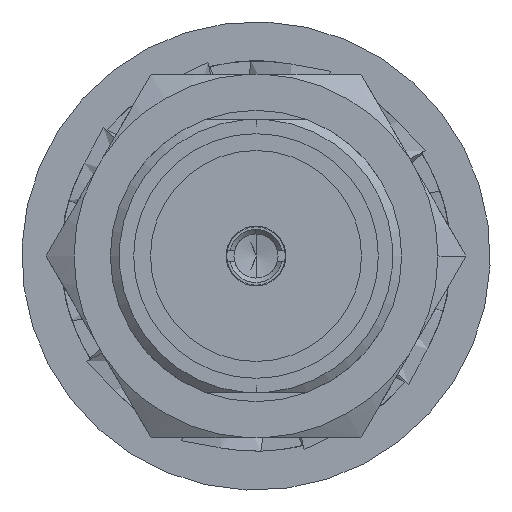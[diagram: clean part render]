
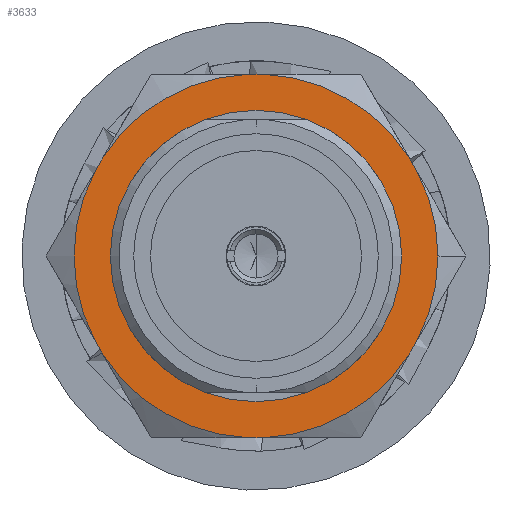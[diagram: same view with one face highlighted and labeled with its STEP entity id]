
A CAD part, left-side view. The second image highlights one B-rep face of the part: STEP entity #3633.
In plain terms, the highlighted planar face has unit normal (-1, 0, 0).
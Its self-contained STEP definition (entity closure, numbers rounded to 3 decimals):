
#44 = ORIENTED_EDGE ( 'NONE', *, *, #6734, .F. ) ;
#289 = CARTESIAN_POINT ( 'NONE',  ( 4.508, -3.355, 2.115 ) ) ;
#301 = CARTESIAN_POINT ( 'NONE',  ( 4.508, -3.966, 0. ) ) ;
#391 = ORIENTED_EDGE ( 'NONE', *, *, #1208, .T. ) ;
#466 = CARTESIAN_POINT ( 'NONE',  ( 4.508, 0., 0. ) ) ;
#813 = DIRECTION ( 'NONE',  ( 0., 1., 0. ) ) ;
#919 = DIRECTION ( 'NONE',  ( 0., 1., 0. ) ) ;
#967 = LINE ( 'NONE', #6273, #6704 ) ;
#969 = VERTEX_POINT ( 'NONE', #301 ) ;
#1027 = CARTESIAN_POINT ( 'NONE',  ( 4.508, 3.355, 2.115 ) ) ;
#1110 = DIRECTION ( 'NONE',  ( 0., 0.5, 0.866 ) ) ;
#1208 = EDGE_CURVE ( 'NONE', #4794, #2134, #9236, .T. ) ;
#1223 = DIRECTION ( 'NONE',  ( 0., 1., 0. ) ) ;
#1320 = EDGE_CURVE ( 'NONE', #7123, #1924, #1713, .T. ) ;
#1364 = CIRCLE ( 'NONE', #6713, 3.966 ) ;
#1379 = EDGE_CURVE ( 'NONE', #4180, #969, #5051, .T. ) ;
#1569 = CARTESIAN_POINT ( 'NONE',  ( 4.508, 3.509, 1.848 ) ) ;
#1579 = CARTESIAN_POINT ( 'NONE',  ( 4.508, -2.288, -3.963 ) ) ;
#1585 = AXIS2_PLACEMENT_3D ( 'NONE', #2321, #8225, #919 ) ;
#1687 = EDGE_CURVE ( 'NONE', #2134, #3887, #6436, .T. ) ;
#1713 = CIRCLE ( 'NONE', #6566, 3.966 ) ;
#1735 = VERTEX_POINT ( 'NONE', #6564 ) ;
#1924 = VERTEX_POINT ( 'NONE', #3921 ) ;
#1990 = DIRECTION ( 'NONE',  ( 0., 1., 0. ) ) ;
#2128 = DIRECTION ( 'NONE',  ( -1., 0., 0. ) ) ;
#2134 = VERTEX_POINT ( 'NONE', #3621 ) ;
#2204 = CARTESIAN_POINT ( 'NONE',  ( 4.508, 2.288, 3.963 ) ) ;
#2205 = CARTESIAN_POINT ( 'NONE',  ( 4.508, 0.154, -3.963 ) ) ;
#2222 = DIRECTION ( 'NONE',  ( -1., 0., 0. ) ) ;
#2238 = ORIENTED_EDGE ( 'NONE', *, *, #5050, .T. ) ;
#2311 = CARTESIAN_POINT ( 'NONE',  ( 4.508, 0., 0. ) ) ;
#2321 = CARTESIAN_POINT ( 'NONE',  ( 4.508, 0., 0. ) ) ;
#2366 = CARTESIAN_POINT ( 'NONE',  ( 4.508, 0., 0. ) ) ;
#2409 = CARTESIAN_POINT ( 'NONE',  ( 4.508, 0., 0. ) ) ;
#2540 = LINE ( 'NONE', #3986, #3920 ) ;
#2739 = VECTOR ( 'NONE', #5152, 1000. ) ;
#2817 = DIRECTION ( 'NONE',  ( 0., -0.5, -0.866 ) ) ;
#2915 = CIRCLE ( 'NONE', #8907, 3.175 ) ;
#2993 = CARTESIAN_POINT ( 'NONE',  ( 4.508, 0., 0. ) ) ;
#3013 = FACE_OUTER_BOUND ( 'NONE', #7134, .T. ) ;
#3084 = DIRECTION ( 'NONE',  ( -1., 0., 0. ) ) ;
#3117 = AXIS2_PLACEMENT_3D ( 'NONE', #2366, #4602, #5414 ) ;
#3211 = EDGE_CURVE ( 'NONE', #969, #7080, #7268, .T. ) ;
#3430 = ORIENTED_EDGE ( 'NONE', *, *, #1687, .T. ) ;
#3490 = DIRECTION ( 'NONE',  ( -1., 0., 0. ) ) ;
#3621 = CARTESIAN_POINT ( 'NONE',  ( 4.508, 3.355, -2.115 ) ) ;
#3633 = ADVANCED_FACE ( 'NONE', ( #9140, #3013 ), #8870, .T. ) ;
#3836 = CARTESIAN_POINT ( 'NONE',  ( 4.508, -3.509, 1.848 ) ) ;
#3887 = VERTEX_POINT ( 'NONE', #2205 ) ;
#3920 = VECTOR ( 'NONE', #9165, 1000. ) ;
#3921 = CARTESIAN_POINT ( 'NONE',  ( 4.508, -0.154, 3.963 ) ) ;
#3929 = AXIS2_PLACEMENT_3D ( 'NONE', #5949, #3084, #4532 ) ;
#3954 = EDGE_CURVE ( 'NONE', #1735, #4180, #7740, .T. ) ;
#3986 = CARTESIAN_POINT ( 'NONE',  ( 4.508, 2.288, -3.963 ) ) ;
#4059 = DIRECTION ( 'NONE',  ( 0., 1., 0. ) ) ;
#4078 = EDGE_CURVE ( 'NONE', #3887, #7703, #2540, .T. ) ;
#4180 = VERTEX_POINT ( 'NONE', #9319 ) ;
#4270 = CIRCLE ( 'NONE', #3929, 3.175 ) ;
#4405 = VERTEX_POINT ( 'NONE', #1569 ) ;
#4469 = ORIENTED_EDGE ( 'NONE', *, *, #3211, .T. ) ;
#4532 = DIRECTION ( 'NONE',  ( 0., 1., 0. ) ) ;
#4557 = CARTESIAN_POINT ( 'NONE',  ( 4.508, 0., 0. ) ) ;
#4562 = ORIENTED_EDGE ( 'NONE', *, *, #4078, .T. ) ;
#4566 = EDGE_CURVE ( 'NONE', #4405, #4794, #8275, .T. ) ;
#4602 = DIRECTION ( 'NONE',  ( -1., 0., 0. ) ) ;
#4794 = VERTEX_POINT ( 'NONE', #6797 ) ;
#4842 = VECTOR ( 'NONE', #1110, 1000. ) ;
#4941 = CARTESIAN_POINT ( 'NONE',  ( 4.508, -3.175, 0. ) ) ;
#5050 = EDGE_CURVE ( 'NONE', #6379, #4405, #8640, .T. ) ;
#5051 = CIRCLE ( 'NONE', #3117, 3.966 ) ;
#5152 = DIRECTION ( 'NONE',  ( 0., 0.5, -0.866 ) ) ;
#5174 = DIRECTION ( 'NONE',  ( 0., 1., 0. ) ) ;
#5191 = EDGE_CURVE ( 'NONE', #8422, #6379, #8400, .T. ) ;
#5197 = EDGE_CURVE ( 'NONE', #7703, #1735, #1364, .T. ) ;
#5373 = ORIENTED_EDGE ( 'NONE', *, *, #7454, .T. ) ;
#5389 = ORIENTED_EDGE ( 'NONE', *, *, #8809, .F. ) ;
#5390 = ORIENTED_EDGE ( 'NONE', *, *, #5197, .T. ) ;
#5414 = DIRECTION ( 'NONE',  ( 0., 1., 0. ) ) ;
#5504 = CARTESIAN_POINT ( 'NONE',  ( 4.508, -4.576, 0. ) ) ;
#5512 = VERTEX_POINT ( 'NONE', #9253 ) ;
#5710 = ORIENTED_EDGE ( 'NONE', *, *, #1379, .T. ) ;
#5745 = CARTESIAN_POINT ( 'NONE',  ( 4.508, 4.576, 0. ) ) ;
#5949 = CARTESIAN_POINT ( 'NONE',  ( 4.508, 0., 0. ) ) ;
#6072 = VERTEX_POINT ( 'NONE', #4941 ) ;
#6273 = CARTESIAN_POINT ( 'NONE',  ( 4.508, -2.288, 3.963 ) ) ;
#6379 = VERTEX_POINT ( 'NONE', #1027 ) ;
#6436 = CIRCLE ( 'NONE', #8561, 3.966 ) ;
#6464 = LINE ( 'NONE', #5504, #4842 ) ;
#6564 = CARTESIAN_POINT ( 'NONE',  ( 4.508, -3.355, -2.115 ) ) ;
#6566 = AXIS2_PLACEMENT_3D ( 'NONE', #2311, #7475, #7381 ) ;
#6573 = VECTOR ( 'NONE', #7470, 1000. ) ;
#6704 = VECTOR ( 'NONE', #4059, 1000. ) ;
#6713 = AXIS2_PLACEMENT_3D ( 'NONE', #2409, #8344, #9250 ) ;
#6734 = EDGE_CURVE ( 'NONE', #5512, #6072, #2915, .T. ) ;
#6797 = CARTESIAN_POINT ( 'NONE',  ( 4.508, 3.509, -1.848 ) ) ;
#6881 = DIRECTION ( 'NONE',  ( -1., 0., 0. ) ) ;
#7080 = VERTEX_POINT ( 'NONE', #3836 ) ;
#7123 = VERTEX_POINT ( 'NONE', #289 ) ;
#7134 = EDGE_LOOP ( 'NONE', ( #391, #3430, #4562, #5390, #8059, #5710, #4469, #7896, #8777, #5373, #7465, #2238, #7359 ) ) ;
#7268 = CIRCLE ( 'NONE', #8453, 3.966 ) ;
#7359 = ORIENTED_EDGE ( 'NONE', *, *, #4566, .T. ) ;
#7381 = DIRECTION ( 'NONE',  ( 0., 1., 0. ) ) ;
#7393 = CARTESIAN_POINT ( 'NONE',  ( 4.508, 0., 0. ) ) ;
#7454 = EDGE_CURVE ( 'NONE', #1924, #8422, #967, .T. ) ;
#7465 = ORIENTED_EDGE ( 'NONE', *, *, #5191, .T. ) ;
#7470 = DIRECTION ( 'NONE',  ( 0., -0.5, 0.866 ) ) ;
#7475 = DIRECTION ( 'NONE',  ( -1., 0., 0. ) ) ;
#7532 = EDGE_CURVE ( 'NONE', #7080, #7123, #6464, .T. ) ;
#7703 = VERTEX_POINT ( 'NONE', #8317 ) ;
#7740 = LINE ( 'NONE', #1579, #6573 ) ;
#7807 = EDGE_LOOP ( 'NONE', ( #44, #5389 ) ) ;
#7896 = ORIENTED_EDGE ( 'NONE', *, *, #7532, .T. ) ;
#8059 = ORIENTED_EDGE ( 'NONE', *, *, #3954, .T. ) ;
#8225 = DIRECTION ( 'NONE',  ( -1., 0., 0. ) ) ;
#8275 = CIRCLE ( 'NONE', #8707, 3.966 ) ;
#8317 = CARTESIAN_POINT ( 'NONE',  ( 4.508, -0.154, -3.963 ) ) ;
#8321 = AXIS2_PLACEMENT_3D ( 'NONE', #7393, #2222, #5174 ) ;
#8344 = DIRECTION ( 'NONE',  ( -1., 0., 0. ) ) ;
#8361 = DIRECTION ( 'NONE',  ( 0., 1., 0. ) ) ;
#8400 = CIRCLE ( 'NONE', #1585, 3.966 ) ;
#8422 = VERTEX_POINT ( 'NONE', #8460 ) ;
#8453 = AXIS2_PLACEMENT_3D ( 'NONE', #4557, #6881, #8361 ) ;
#8460 = CARTESIAN_POINT ( 'NONE',  ( 4.508, 0.154, 3.963 ) ) ;
#8502 = DIRECTION ( 'NONE',  ( -1., 0., 0. ) ) ;
#8561 = AXIS2_PLACEMENT_3D ( 'NONE', #2993, #2128, #813 ) ;
#8576 = CARTESIAN_POINT ( 'NONE',  ( 4.508, 0., 0. ) ) ;
#8640 = LINE ( 'NONE', #2204, #2739 ) ;
#8707 = AXIS2_PLACEMENT_3D ( 'NONE', #466, #8502, #1223 ) ;
#8772 = VECTOR ( 'NONE', #2817, 1000. ) ;
#8777 = ORIENTED_EDGE ( 'NONE', *, *, #1320, .T. ) ;
#8809 = EDGE_CURVE ( 'NONE', #6072, #5512, #4270, .T. ) ;
#8870 = PLANE ( 'NONE',  #8321 ) ;
#8907 = AXIS2_PLACEMENT_3D ( 'NONE', #8576, #3490, #1990 ) ;
#9140 = FACE_BOUND ( 'NONE', #7807, .T. ) ;
#9165 = DIRECTION ( 'NONE',  ( 0., -1., 0. ) ) ;
#9236 = LINE ( 'NONE', #5745, #8772 ) ;
#9250 = DIRECTION ( 'NONE',  ( 0., 1., 0. ) ) ;
#9253 = CARTESIAN_POINT ( 'NONE',  ( 4.508, 3.175, 0. ) ) ;
#9319 = CARTESIAN_POINT ( 'NONE',  ( 4.508, -3.509, -1.848 ) ) ;
